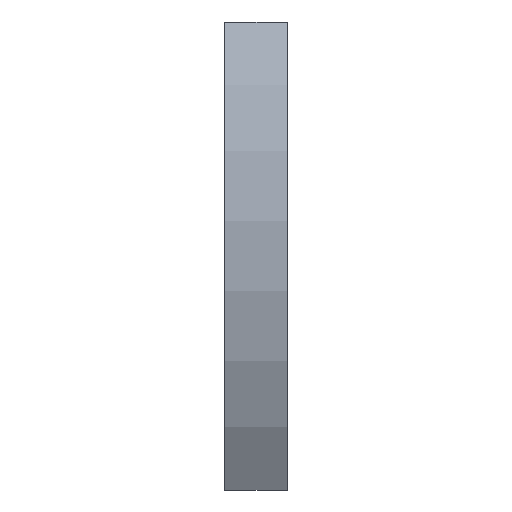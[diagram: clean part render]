
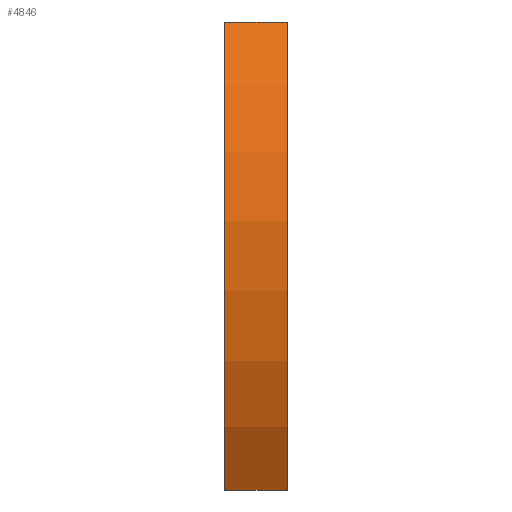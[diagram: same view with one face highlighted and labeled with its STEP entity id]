
A CAD part, left-side view. The second image highlights one B-rep face of the part: STEP entity #4846.
In plain terms, the highlighted cylindrical face has radius 57.191 mm (diameter 114.382 mm), a partial arc.
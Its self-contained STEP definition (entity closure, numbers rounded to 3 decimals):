
#3 = VERTEX_POINT ( 'NONE', #2965 ) ;
#217 = EDGE_CURVE ( 'NONE', #7029, #4617, #5825, .T. ) ;
#420 = ORIENTED_EDGE ( 'NONE', *, *, #217, .T. ) ;
#534 = DIRECTION ( 'NONE',  ( 0., 0., 1. ) ) ;
#996 = DIRECTION ( 'NONE',  ( 0., -1., 0. ) ) ;
#1481 = DIRECTION ( 'NONE',  ( 0., 1., 0. ) ) ;
#1654 = CARTESIAN_POINT ( 'NONE',  ( -2.809, 8., 0. ) ) ;
#1853 = LINE ( 'NONE', #6011, #10727 ) ;
#2041 = VECTOR ( 'NONE', #7616, 1000. ) ;
#2543 = DIRECTION ( 'NONE',  ( 0., -1., 0. ) ) ;
#2642 = AXIS2_PLACEMENT_3D ( 'NONE', #1654, #2543, #6921 ) ;
#2694 = CYLINDRICAL_SURFACE ( 'NONE', #2642, 57.191 ) ;
#2886 = EDGE_CURVE ( 'NONE', #4617, #3, #4321, .T. ) ;
#2965 = CARTESIAN_POINT ( 'NONE',  ( -51.5, 0., 30. ) ) ;
#3161 = VERTEX_POINT ( 'NONE', #3619 ) ;
#3227 = CARTESIAN_POINT ( 'NONE',  ( -2.809, 8., 0. ) ) ;
#3619 = CARTESIAN_POINT ( 'NONE',  ( -51.5, 8., 30. ) ) ;
#4321 = CIRCLE ( 'NONE', #6014, 57.191 ) ;
#4485 = CARTESIAN_POINT ( 'NONE',  ( -51.5, 0., -30. ) ) ;
#4617 = VERTEX_POINT ( 'NONE', #4485 ) ;
#4697 = CARTESIAN_POINT ( 'NONE',  ( -51.5, 8., -30. ) ) ;
#4846 = ADVANCED_FACE ( 'NONE', ( #9685 ), #2694, .T. ) ;
#4945 = EDGE_CURVE ( 'NONE', #3161, #3, #1853, .T. ) ;
#5441 = EDGE_CURVE ( 'NONE', #7029, #3161, #8172, .T. ) ;
#5825 = LINE ( 'NONE', #7731, #2041 ) ;
#6011 = CARTESIAN_POINT ( 'NONE',  ( -51.5, 8., 30. ) ) ;
#6014 = AXIS2_PLACEMENT_3D ( 'NONE', #7481, #1481, #534 ) ;
#6712 = ORIENTED_EDGE ( 'NONE', *, *, #2886, .T. ) ;
#6921 = DIRECTION ( 'NONE',  ( 0., 0., -1. ) ) ;
#7029 = VERTEX_POINT ( 'NONE', #4697 ) ;
#7481 = CARTESIAN_POINT ( 'NONE',  ( -2.809, 0., 0. ) ) ;
#7616 = DIRECTION ( 'NONE',  ( 0., -1., 0. ) ) ;
#7731 = CARTESIAN_POINT ( 'NONE',  ( -51.5, 8., -30. ) ) ;
#8172 = CIRCLE ( 'NONE', #8841, 57.191 ) ;
#8841 = AXIS2_PLACEMENT_3D ( 'NONE', #3227, #10884, #10096 ) ;
#9062 = EDGE_LOOP ( 'NONE', ( #6712, #10581, #10852, #420 ) ) ;
#9685 = FACE_OUTER_BOUND ( 'NONE', #9062, .T. ) ;
#10096 = DIRECTION ( 'NONE',  ( 0., 0., 1. ) ) ;
#10581 = ORIENTED_EDGE ( 'NONE', *, *, #4945, .F. ) ;
#10727 = VECTOR ( 'NONE', #996, 1000. ) ;
#10852 = ORIENTED_EDGE ( 'NONE', *, *, #5441, .F. ) ;
#10884 = DIRECTION ( 'NONE',  ( 0., 1., 0. ) ) ;
